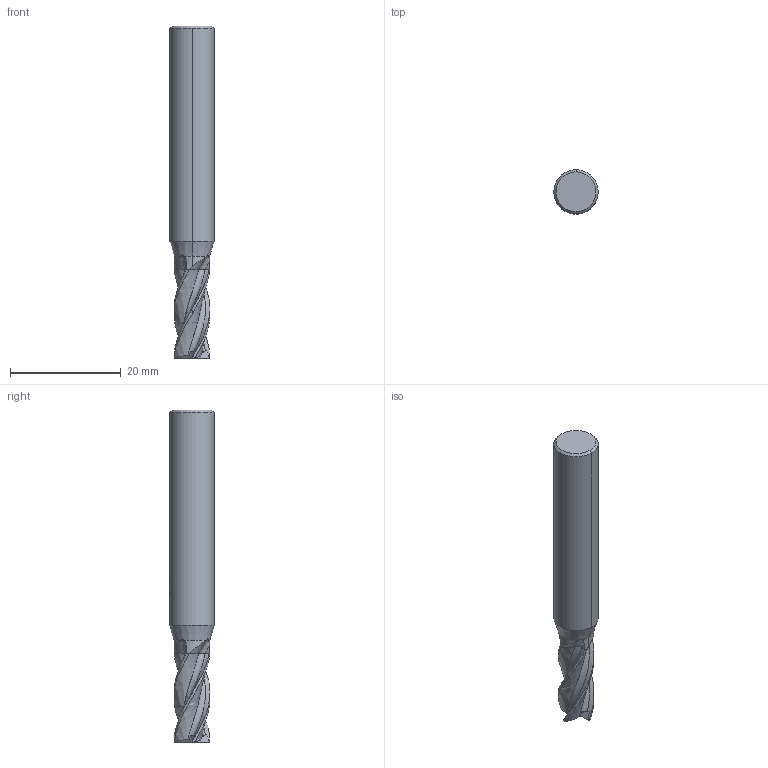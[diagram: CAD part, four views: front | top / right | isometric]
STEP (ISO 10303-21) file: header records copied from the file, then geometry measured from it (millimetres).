
FILE_DESCRIPTION(('no description'),'unknown implementation level');
FILE_NAME('solidxAFFfQrMqpqPJhJUqBlNMa6_nM0_1.STP',' ',('CIM GmbH Aachen'),('CADClick - KiM GmbH - www.kimweb.de'),'unknown preprocess','ACIS','unknown authorization');
FILE_SCHEMA(('automotive_design'));
Length unit declared in the file: millimetre
Products named in the file (2): 1; 2
Bounding box: 8 x 8 x 60 mm (x, y, z)
Volume: 2411.3 mm3; surface area: 1558.6 mm2
Topology: 2 solids, 2 shells, 90 faces, 253 edges, 167 vertices
Faces by surface type: plane 31, revolution 16, bspline 16, cylinder 15, cone 12
Entity records: 9670 total; most frequent: CARTESIAN_POINT 4689, STYLED_ITEM 512, PRESENTATION_STYLE_ASSIGNMENT 512, COLOUR_RGB 512, ORIENTED_EDGE 506, DIRECTION 346, EDGE_CURVE 253, CURVE_STYLE 253
